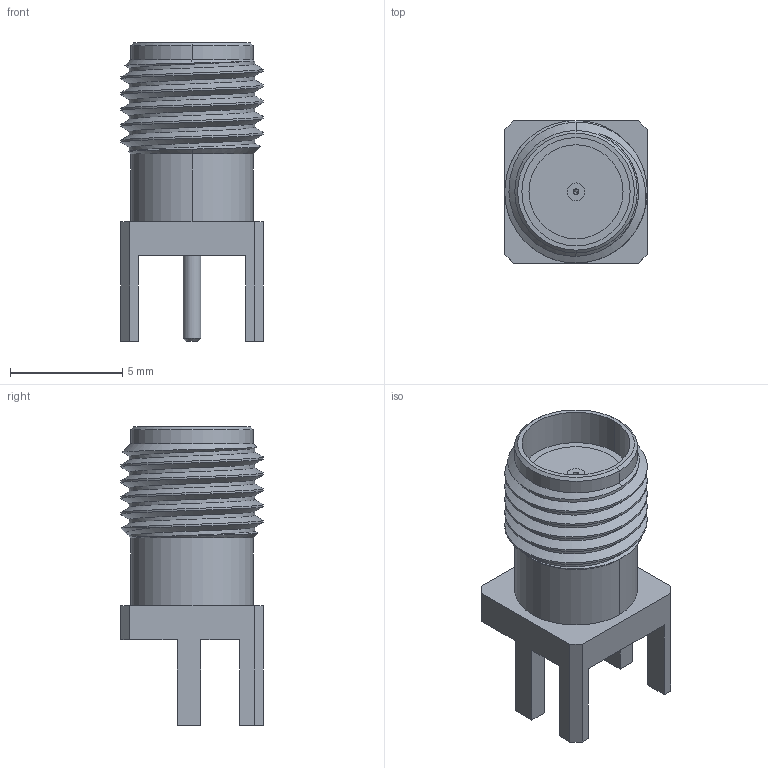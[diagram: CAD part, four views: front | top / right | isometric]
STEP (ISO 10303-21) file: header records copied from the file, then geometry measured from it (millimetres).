
FILE_DESCRIPTION (( 'STEP AP214' ), '1' );
FILE_NAME ('RF2-143-T-17-50-G.STEP', '2025-01-24T01:28:42', ( '' ), ( '' ), 'SwSTEP 2.0', 'SolidWorks 2021', '' );
FILE_SCHEMA (( 'AUTOMOTIVE_DESIGN' ));
Length unit declared in the file: inch
Products named in the file (1): RF2-143-T-17-50-G
Bounding box: 6.35 x 6.35 x 13.31 mm (x, y, z)
Volume: 247.4 mm3; surface area: 639.5 mm2
Topology: 3 solids, 3 shells, 68 faces, 172 edges, 111 vertices
Faces by surface type: plane 30, cylinder 24, cone 11, bspline 3
Entity records: 3483 total; most frequent: CARTESIAN_POINT 1851, ORIENTED_EDGE 340, DIRECTION 304, EDGE_CURVE 170, VERTEX_POINT 111, AXIS2_PLACEMENT_3D 102, LINE 100, VECTOR 100
